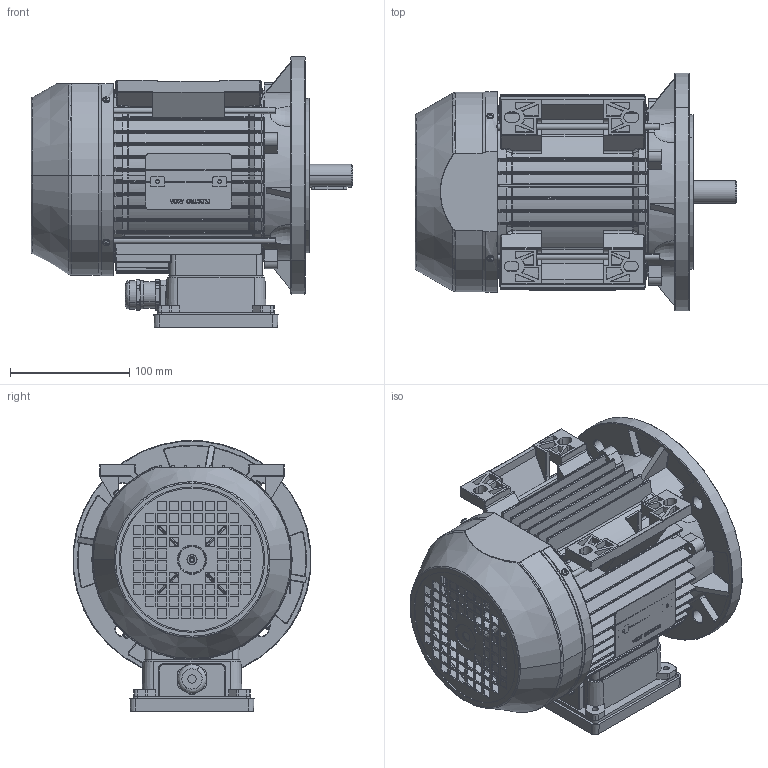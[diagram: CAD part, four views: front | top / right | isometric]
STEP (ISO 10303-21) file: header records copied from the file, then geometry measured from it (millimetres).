
FILE_DESCRIPTION (( 'STEP AP203' ), '1' );
FILE_NAME ('FCAP80-B3 B5-IC411-2-4-6-8 POLI-TB TOP.STEP', '2024-09-19T06:52:13', ( '' ), ( '' ), 'SwSTEP 2.0', 'SolidWorks 2024', '' );
FILE_SCHEMA (( 'CONFIG_CONTROL_DESIGN' ));
Length unit declared in the file: millimetre
Products named in the file (15): Albero C-FC80_Pacco H = 70; Carcassa C80; Guarnizione scatola-motore71- 80; Coperchio scatola morsetti 71-80; Flangia FC80; Guarnizione scatola-coperchio 71- 80; PRESSACAVO M20; 6x6x30; pan head cross recess screw_iso_ISO 7045 - M3 x 16 - Z --- 16C; Scudo C80 posteriore; Copriventola tipo 80; FCAP80-B3 B5-IC411-2-4-6-8 POLI-TB TOP; Scatola morsetti 71- 80_STANDARD DEFINITIVO-1 FORO CENTRALE; Targhetta motore_LAMIERA ALLUMINIO; Tirante M5 L.147
Assembly tree (20 placements, depth 2):
  FCAP80-B3 B5-IC411-2-4-6-8 POLI-TB TOP
    Albero C-FC80_Pacco H = 70
    Scudo C80 posteriore
    Tirante M5 L.147  x4
    Copriventola tipo 80
    6x6x30
    pan head cross recess screw_iso_ISO 7045 - M3 x 16 - Z --- 16C  x4
    Flangia FC80
    Carcassa C80
    Targhetta motore_LAMIERA ALLUMINIO
    Guarnizione scatola-motore71- 80
    Scatola morsetti 71- 80_STANDARD DEFINITIVO-1 FORO CENTRALE
    PRESSACAVO M20
    Guarnizione scatola-coperchio 71- 80
    Coperchio scatola morsetti 71-80
Bounding box: 269.78 x 199.24 x 226.62 mm (x, y, z)
Volume: 1136741 mm3; surface area: 657391.6 mm2
Topology: 20 solids, 21 shells, 4246 faces, 11010 edges, 6791 vertices
Faces by surface type: plane 1478, cylinder 1065, bspline 609, cone 535, torus 489, sphere 70
Entity records: 147067 total; most frequent: CARTESIAN_POINT 50934, ORIENTED_EDGE 21040, DIRECTION 18179, EDGE_CURVE 10520, AXIS2_PLACEMENT_3D 6872, VERTEX_POINT 6538, VECTOR 4435, LINE 4435
